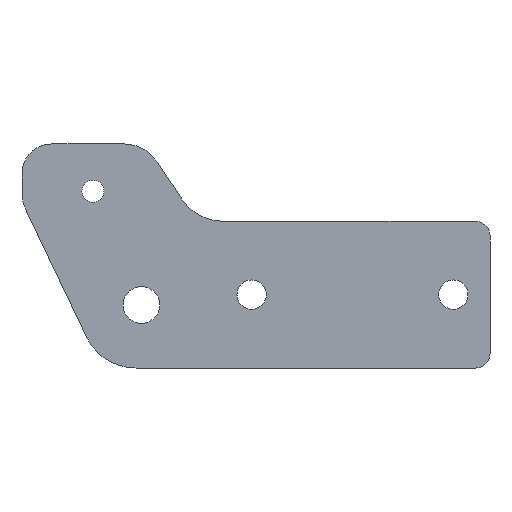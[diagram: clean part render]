
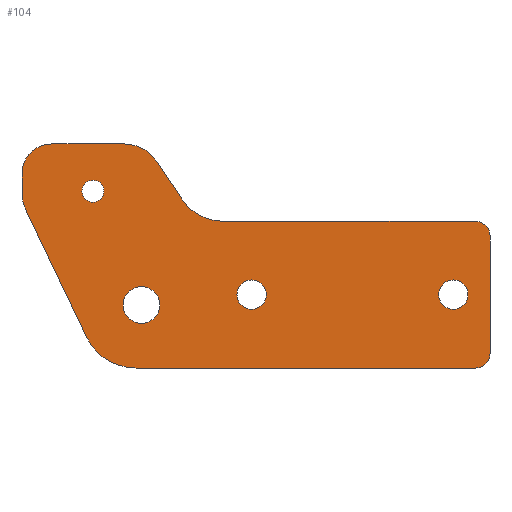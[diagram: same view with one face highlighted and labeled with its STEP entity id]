
A CAD part, left-side view. The second image highlights one B-rep face of the part: STEP entity #104.
In plain terms, the highlighted planar face has unit normal (-1, 0, 0).
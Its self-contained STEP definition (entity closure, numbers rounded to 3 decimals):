
#47=FACE_BOUND('',#155,.T.);
#48=FACE_BOUND('',#156,.T.);
#49=FACE_BOUND('',#157,.T.);
#50=FACE_BOUND('',#158,.T.);
#51=FACE_BOUND('',#159,.T.);
#63=CIRCLE('',#404,2.);
#65=CIRCLE('',#408,7.513);
#67=CIRCLE('',#412,5.6);
#69=CIRCLE('',#416,4.068);
#71=CIRCLE('',#420,5.272);
#73=CIRCLE('',#424,6.799);
#76=CIRCLE('',#429,2.5);
#78=CIRCLE('',#432,2.);
#80=CIRCLE('',#435,2.);
#81=CIRCLE('',#437,2.);
#84=CIRCLE('',#441,1.5);
#104=ADVANCED_FACE('',(#47,#48,#49,#50,#51),#113,.F.);
#113=PLANE('',#444);
#155=EDGE_LOOP('',(#242,#243,#244,#245,#246,#247,#248,#249,#250,#251,#252,
#253,#254,#255));
#156=EDGE_LOOP('',(#256));
#157=EDGE_LOOP('',(#257));
#158=EDGE_LOOP('',(#258));
#159=EDGE_LOOP('',(#259));
#242=ORIENTED_EDGE('',*,*,#296,.F.);
#243=ORIENTED_EDGE('',*,*,#342,.F.);
#244=ORIENTED_EDGE('',*,*,#333,.F.);
#245=ORIENTED_EDGE('',*,*,#330,.F.);
#246=ORIENTED_EDGE('',*,*,#327,.F.);
#247=ORIENTED_EDGE('',*,*,#324,.F.);
#248=ORIENTED_EDGE('',*,*,#321,.F.);
#249=ORIENTED_EDGE('',*,*,#318,.F.);
#250=ORIENTED_EDGE('',*,*,#315,.F.);
#251=ORIENTED_EDGE('',*,*,#312,.F.);
#252=ORIENTED_EDGE('',*,*,#309,.F.);
#253=ORIENTED_EDGE('',*,*,#306,.F.);
#254=ORIENTED_EDGE('',*,*,#303,.F.);
#255=ORIENTED_EDGE('',*,*,#300,.F.);
#256=ORIENTED_EDGE('',*,*,#341,.T.);
#257=ORIENTED_EDGE('',*,*,#339,.T.);
#258=ORIENTED_EDGE('',*,*,#337,.T.);
#259=ORIENTED_EDGE('',*,*,#345,.T.);
#260=VERTEX_POINT('',#561);
#261=VERTEX_POINT('',#562);
#264=VERTEX_POINT('',#570);
#266=VERTEX_POINT('',#576);
#268=VERTEX_POINT('',#582);
#270=VERTEX_POINT('',#588);
#272=VERTEX_POINT('',#594);
#274=VERTEX_POINT('',#600);
#276=VERTEX_POINT('',#606);
#278=VERTEX_POINT('',#612);
#280=VERTEX_POINT('',#618);
#282=VERTEX_POINT('',#624);
#284=VERTEX_POINT('',#630);
#286=VERTEX_POINT('',#636);
#289=VERTEX_POINT('',#644);
#291=VERTEX_POINT('',#649);
#293=VERTEX_POINT('',#654);
#295=VERTEX_POINT('',#662);
#296=EDGE_CURVE('',#260,#261,#346,.T.);
#300=EDGE_CURVE('',#261,#264,#63,.T.);
#303=EDGE_CURVE('',#264,#266,#351,.T.);
#306=EDGE_CURVE('',#266,#268,#65,.T.);
#309=EDGE_CURVE('',#268,#270,#355,.T.);
#312=EDGE_CURVE('',#270,#272,#67,.T.);
#315=EDGE_CURVE('',#272,#274,#359,.T.);
#318=EDGE_CURVE('',#274,#276,#69,.T.);
#321=EDGE_CURVE('',#276,#278,#363,.T.);
#324=EDGE_CURVE('',#278,#280,#71,.T.);
#327=EDGE_CURVE('',#280,#282,#367,.T.);
#330=EDGE_CURVE('',#282,#284,#73,.T.);
#333=EDGE_CURVE('',#284,#286,#371,.T.);
#337=EDGE_CURVE('',#289,#289,#76,.T.);
#339=EDGE_CURVE('',#291,#291,#78,.T.);
#341=EDGE_CURVE('',#293,#293,#80,.T.);
#342=EDGE_CURVE('',#286,#260,#81,.T.);
#345=EDGE_CURVE('',#295,#295,#84,.T.);
#346=LINE('',#560,#374);
#351=LINE('',#575,#379);
#355=LINE('',#587,#383);
#359=LINE('',#599,#387);
#363=LINE('',#611,#391);
#367=LINE('',#623,#395);
#371=LINE('',#635,#399);
#374=VECTOR('',#447,1.);
#379=VECTOR('',#460,1.);
#383=VECTOR('',#472,1.);
#387=VECTOR('',#484,1.);
#391=VECTOR('',#496,1.);
#395=VECTOR('',#508,1.);
#399=VECTOR('',#520,1.);
#404=AXIS2_PLACEMENT_3D('',#569,#453,#454);
#408=AXIS2_PLACEMENT_3D('',#581,#465,#466);
#412=AXIS2_PLACEMENT_3D('',#593,#477,#478);
#416=AXIS2_PLACEMENT_3D('',#605,#489,#490);
#420=AXIS2_PLACEMENT_3D('',#617,#501,#502);
#424=AXIS2_PLACEMENT_3D('',#629,#513,#514);
#429=AXIS2_PLACEMENT_3D('',#643,#527,#528);
#432=AXIS2_PLACEMENT_3D('',#648,#533,#534);
#435=AXIS2_PLACEMENT_3D('',#653,#539,#540);
#437=AXIS2_PLACEMENT_3D('',#656,#543,#544);
#441=AXIS2_PLACEMENT_3D('',#661,#551,#552);
#444=AXIS2_PLACEMENT_3D('',#665,#557,#558);
#447=DIRECTION('',(0.,0.,-1.));
#453=DIRECTION('',(1.,0.,0.));
#454=DIRECTION('',(0.,1.,0.));
#460=DIRECTION('',(0.,1.,0.));
#465=DIRECTION('',(1.,0.,0.));
#466=DIRECTION('',(0.,1.,0.));
#472=DIRECTION('',(0.,0.431,0.902));
#477=DIRECTION('',(1.,0.,0.));
#478=DIRECTION('',(0.,1.,0.));
#484=DIRECTION('',(0.,0.,1.));
#489=DIRECTION('',(1.,0.,0.));
#490=DIRECTION('',(0.,1.,0.));
#496=DIRECTION('',(0.,-1.,0.));
#501=DIRECTION('',(1.,0.,0.));
#502=DIRECTION('',(0.,1.,0.));
#508=DIRECTION('',(0.,-0.552,-0.834));
#513=DIRECTION('',(-1.,0.,0.));
#514=DIRECTION('',(0.,1.,0.));
#520=DIRECTION('',(0.,-1.,0.));
#527=DIRECTION('',(1.,0.,0.));
#528=DIRECTION('',(0.,1.,0.));
#533=DIRECTION('',(1.,0.,0.));
#534=DIRECTION('',(0.,1.,0.));
#539=DIRECTION('',(1.,0.,0.));
#540=DIRECTION('',(0.,1.,0.));
#543=DIRECTION('',(1.,0.,0.));
#544=DIRECTION('',(0.,1.,0.));
#551=DIRECTION('',(1.,0.,0.));
#552=DIRECTION('',(0.,1.,0.));
#557=DIRECTION('',(1.,0.,0.));
#558=DIRECTION('',(0.,0.,-1.));
#560=CARTESIAN_POINT('',(20.779,90.65,57.904));
#561=CARTESIAN_POINT('',(20.779,90.65,57.904));
#562=CARTESIAN_POINT('',(20.779,90.65,41.904));
#569=CARTESIAN_POINT('',(20.779,92.65,41.904));
#570=CARTESIAN_POINT('',(20.779,92.65,39.904));
#575=CARTESIAN_POINT('',(20.779,130.65,39.904));
#576=CARTESIAN_POINT('',(20.779,138.901,39.904));
#581=CARTESIAN_POINT('',(20.779,138.901,47.416));
#582=CARTESIAN_POINT('',(20.779,145.68,44.179));
#587=CARTESIAN_POINT('',(20.779,145.68,44.179));
#588=CARTESIAN_POINT('',(20.779,153.903,61.399));
#593=CARTESIAN_POINT('',(20.779,148.849,63.812));
#594=CARTESIAN_POINT('',(20.779,154.449,63.812));
#599=CARTESIAN_POINT('',(20.779,154.449,63.812));
#600=CARTESIAN_POINT('',(20.779,154.449,66.378));
#605=CARTESIAN_POINT('',(20.779,150.381,66.378));
#606=CARTESIAN_POINT('',(20.779,150.381,70.447));
#611=CARTESIAN_POINT('',(20.779,150.381,70.447));
#612=CARTESIAN_POINT('',(20.779,140.467,70.447));
#617=CARTESIAN_POINT('',(20.779,140.467,65.175));
#618=CARTESIAN_POINT('',(20.779,136.073,68.087));
#623=CARTESIAN_POINT('',(20.779,136.073,68.087));
#624=CARTESIAN_POINT('',(20.779,132.667,62.947));
#629=CARTESIAN_POINT('',(20.779,126.999,66.703));
#630=CARTESIAN_POINT('',(20.779,126.999,59.904));
#635=CARTESIAN_POINT('',(20.779,126.999,59.904));
#636=CARTESIAN_POINT('',(20.779,92.65,59.904));
#643=CARTESIAN_POINT('',(20.779,138.166,48.5));
#644=CARTESIAN_POINT('',(20.779,140.666,48.5));
#648=CARTESIAN_POINT('',(20.779,123.15,49.904));
#649=CARTESIAN_POINT('',(20.779,125.15,49.904));
#653=CARTESIAN_POINT('',(20.779,95.65,49.904));
#654=CARTESIAN_POINT('',(20.779,97.65,49.904));
#656=CARTESIAN_POINT('',(20.779,92.65,57.904));
#661=CARTESIAN_POINT('',(20.779,144.771,64.));
#662=CARTESIAN_POINT('',(20.779,146.271,64.));
#665=CARTESIAN_POINT('',(20.779,92.65,41.904));
